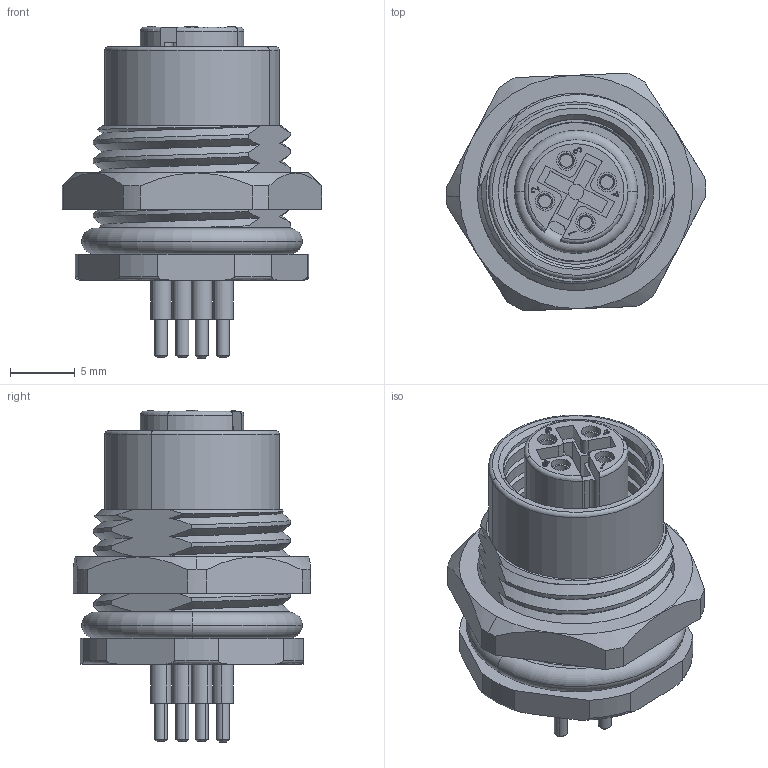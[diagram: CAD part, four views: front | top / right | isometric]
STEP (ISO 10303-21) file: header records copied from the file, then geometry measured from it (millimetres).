
FILE_DESCRIPTION (( 'STEP AP203' ), '1' );
FILE_NAME ('FEK31-P.STEP', '2019-03-13T01:37:37', ( 'User' ), ( 'china' ), 'SwSTEP 2.0', 'SolidWorks 2012', '' );
FILE_SCHEMA (( 'CONFIG_CONTROL_DESIGN' ));
Length unit declared in the file: millimetre
Products named in the file (8): FEK31-P; M12-PCB插孔（法兰用）; O型圈-9X1; O型圈; M12-A扣4芯孔座（法兰用）; M12-Pg9ヶ坶踡蹟譫; O型圈-15X2; M12-Pg9謂釱ヶ坶踡楊擘
Assembly tree (10 placements, depth 2):
  FEK31-P
    M12-Pg9謂釱ヶ坶踡楊擘
    O型圈-15X2
    M12-Pg9ヶ坶踡蹟譫
    M12-A扣4芯孔座（法兰用）
    O型圈
    O型圈-9X1
    M12-PCB插孔（法兰用）  x4
Bounding box: 20 x 18.32 x 25.6 mm (x, y, z)
Volume: 2493.5 mm3; surface area: 4660.9 mm2
Topology: 10 solids, 10 shells, 472 faces, 1169 edges, 762 vertices
Faces by surface type: plane 194, cylinder 171, bspline 45, cone 31, torus 31
Entity records: 17900 total; most frequent: CARTESIAN_POINT 8670, ORIENTED_EDGE 1810, DIRECTION 1647, EDGE_CURVE 905, AXIS2_PLACEMENT_3D 614, VERTEX_POINT 588, LINE 419, VECTOR 419
